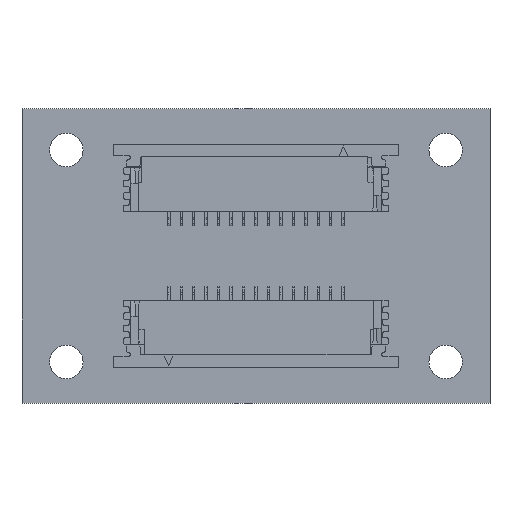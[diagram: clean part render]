
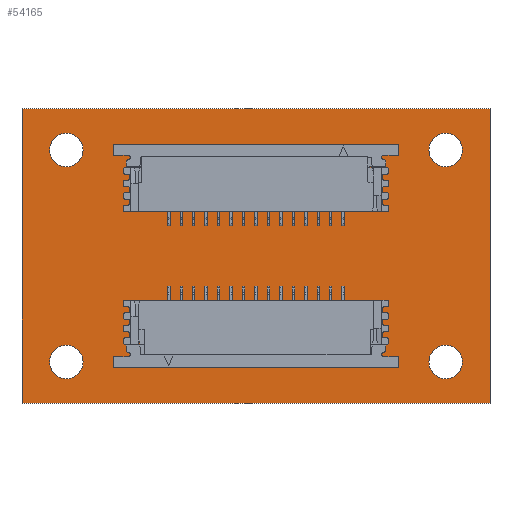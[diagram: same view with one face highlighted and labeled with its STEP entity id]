
A CAD part, top view. The second image highlights one B-rep face of the part: STEP entity #54165.
In plain terms, the highlighted planar face has unit normal (0, 0, 1).
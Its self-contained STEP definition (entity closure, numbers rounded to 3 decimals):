
#53754 = VERTEX_POINT('',#53755);
#53755 = CARTESIAN_POINT('',(145.542,-120.904,1.6));
#53762 = PLANE('',#53763);
#53763 = AXIS2_PLACEMENT_3D('',#53764,#53765,#53766);
#53764 = CARTESIAN_POINT('',(145.542,-120.904,0.));
#53765 = DIRECTION('',(-1.,0.,0.));
#53766 = DIRECTION('',(0.,1.,0.));
#53774 = PLANE('',#53775);
#53775 = AXIS2_PLACEMENT_3D('',#53776,#53777,#53778);
#53776 = CARTESIAN_POINT('',(107.95,-120.904,0.));
#53777 = DIRECTION('',(0.,1.,0.));
#53778 = DIRECTION('',(1.,0.,0.));
#53786 = EDGE_CURVE('',#53754,#53787,#53789,.T.);
#53787 = VERTEX_POINT('',#53788);
#53788 = CARTESIAN_POINT('',(145.542,-97.282,1.6));
#53789 = SURFACE_CURVE('',#53790,(#53794,#53801),.PCURVE_S1.);
#53790 = LINE('',#53791,#53792);
#53791 = CARTESIAN_POINT('',(145.542,-120.904,1.6));
#53792 = VECTOR('',#53793,1.);
#53793 = DIRECTION('',(0.,1.,0.));
#53794 = PCURVE('',#53762,#53795);
#53795 = DEFINITIONAL_REPRESENTATION('',(#53796),#53800);
#53796 = LINE('',#53797,#53798);
#53797 = CARTESIAN_POINT('',(0.,-1.6));
#53798 = VECTOR('',#53799,1.);
#53799 = DIRECTION('',(1.,0.));
#53800 = ( GEOMETRIC_REPRESENTATION_CONTEXT(2) 
PARAMETRIC_REPRESENTATION_CONTEXT() REPRESENTATION_CONTEXT('2D SPACE',''
  ) );
#53801 = PCURVE('',#53802,#53807);
#53802 = PLANE('',#53803);
#53803 = AXIS2_PLACEMENT_3D('',#53804,#53805,#53806);
#53804 = CARTESIAN_POINT('',(126.746,-109.093,1.6));
#53805 = DIRECTION('',(0.,0.,1.));
#53806 = DIRECTION('',(1.,0.,-0.));
#53807 = DEFINITIONAL_REPRESENTATION('',(#53808),#53812);
#53808 = LINE('',#53809,#53810);
#53809 = CARTESIAN_POINT('',(18.796,-11.811));
#53810 = VECTOR('',#53811,1.);
#53811 = DIRECTION('',(0.,1.));
#53812 = ( GEOMETRIC_REPRESENTATION_CONTEXT(2) 
PARAMETRIC_REPRESENTATION_CONTEXT() REPRESENTATION_CONTEXT('2D SPACE',''
  ) );
#53830 = PLANE('',#53831);
#53831 = AXIS2_PLACEMENT_3D('',#53832,#53833,#53834);
#53832 = CARTESIAN_POINT('',(145.542,-97.282,0.));
#53833 = DIRECTION('',(0.,-1.,0.));
#53834 = DIRECTION('',(-1.,0.,0.));
#53874 = VERTEX_POINT('',#53875);
#53875 = CARTESIAN_POINT('',(107.95,-120.904,1.6));
#53889 = PLANE('',#53890);
#53890 = AXIS2_PLACEMENT_3D('',#53891,#53892,#53893);
#53891 = CARTESIAN_POINT('',(107.95,-97.282,0.));
#53892 = DIRECTION('',(1.,0.,-0.));
#53893 = DIRECTION('',(0.,-1.,0.));
#53901 = EDGE_CURVE('',#53874,#53754,#53902,.T.);
#53902 = SURFACE_CURVE('',#53903,(#53907,#53914),.PCURVE_S1.);
#53903 = LINE('',#53904,#53905);
#53904 = CARTESIAN_POINT('',(107.95,-120.904,1.6));
#53905 = VECTOR('',#53906,1.);
#53906 = DIRECTION('',(1.,0.,0.));
#53907 = PCURVE('',#53774,#53908);
#53908 = DEFINITIONAL_REPRESENTATION('',(#53909),#53913);
#53909 = LINE('',#53910,#53911);
#53910 = CARTESIAN_POINT('',(0.,-1.6));
#53911 = VECTOR('',#53912,1.);
#53912 = DIRECTION('',(1.,0.));
#53913 = ( GEOMETRIC_REPRESENTATION_CONTEXT(2) 
PARAMETRIC_REPRESENTATION_CONTEXT() REPRESENTATION_CONTEXT('2D SPACE',''
  ) );
#53914 = PCURVE('',#53802,#53915);
#53915 = DEFINITIONAL_REPRESENTATION('',(#53916),#53920);
#53916 = LINE('',#53917,#53918);
#53917 = CARTESIAN_POINT('',(-18.796,-11.811));
#53918 = VECTOR('',#53919,1.);
#53919 = DIRECTION('',(1.,0.));
#53920 = ( GEOMETRIC_REPRESENTATION_CONTEXT(2) 
PARAMETRIC_REPRESENTATION_CONTEXT() REPRESENTATION_CONTEXT('2D SPACE',''
  ) );
#53948 = EDGE_CURVE('',#53787,#53949,#53951,.T.);
#53949 = VERTEX_POINT('',#53950);
#53950 = CARTESIAN_POINT('',(107.95,-97.282,1.6));
#53951 = SURFACE_CURVE('',#53952,(#53956,#53963),.PCURVE_S1.);
#53952 = LINE('',#53953,#53954);
#53953 = CARTESIAN_POINT('',(145.542,-97.282,1.6));
#53954 = VECTOR('',#53955,1.);
#53955 = DIRECTION('',(-1.,0.,0.));
#53956 = PCURVE('',#53830,#53957);
#53957 = DEFINITIONAL_REPRESENTATION('',(#53958),#53962);
#53958 = LINE('',#53959,#53960);
#53959 = CARTESIAN_POINT('',(0.,-1.6));
#53960 = VECTOR('',#53961,1.);
#53961 = DIRECTION('',(1.,0.));
#53962 = ( GEOMETRIC_REPRESENTATION_CONTEXT(2) 
PARAMETRIC_REPRESENTATION_CONTEXT() REPRESENTATION_CONTEXT('2D SPACE',''
  ) );
#53963 = PCURVE('',#53802,#53964);
#53964 = DEFINITIONAL_REPRESENTATION('',(#53965),#53969);
#53965 = LINE('',#53966,#53967);
#53966 = CARTESIAN_POINT('',(18.796,11.811));
#53967 = VECTOR('',#53968,1.);
#53968 = DIRECTION('',(-1.,0.));
#53969 = ( GEOMETRIC_REPRESENTATION_CONTEXT(2) 
PARAMETRIC_REPRESENTATION_CONTEXT() REPRESENTATION_CONTEXT('2D SPACE',''
  ) );
#54061 = CYLINDRICAL_SURFACE('',#54062,1.35);
#54062 = AXIS2_PLACEMENT_3D('',#54063,#54064,#54065);
#54063 = CARTESIAN_POINT('',(111.506,-117.602,-0.8));
#54064 = DIRECTION('',(0.,0.,1.));
#54065 = DIRECTION('',(1.,0.,-0.));
#54092 = CYLINDRICAL_SURFACE('',#54093,1.35);
#54093 = AXIS2_PLACEMENT_3D('',#54094,#54095,#54096);
#54094 = CARTESIAN_POINT('',(141.986,-117.602,-0.8));
#54095 = DIRECTION('',(0.,0.,1.));
#54096 = DIRECTION('',(1.,0.,-0.));
#54123 = CYLINDRICAL_SURFACE('',#54124,1.35);
#54124 = AXIS2_PLACEMENT_3D('',#54125,#54126,#54127);
#54125 = CARTESIAN_POINT('',(111.506,-100.584,-0.8));
#54126 = DIRECTION('',(0.,0.,1.));
#54127 = DIRECTION('',(1.,0.,-0.));
#54154 = CYLINDRICAL_SURFACE('',#54155,1.35);
#54155 = AXIS2_PLACEMENT_3D('',#54156,#54157,#54158);
#54156 = CARTESIAN_POINT('',(141.986,-100.584,-0.8));
#54157 = DIRECTION('',(0.,0.,1.));
#54158 = DIRECTION('',(1.,0.,-0.));
#54165 = ADVANCED_FACE('',(#54166,#54192,#54218,#54244,#54270),#53802,
  .T.);
#54166 = FACE_BOUND('',#54167,.T.);
#54167 = EDGE_LOOP('',(#54168,#54169,#54170,#54191));
#54168 = ORIENTED_EDGE('',*,*,#53786,.T.);
#54169 = ORIENTED_EDGE('',*,*,#53948,.T.);
#54170 = ORIENTED_EDGE('',*,*,#54171,.T.);
#54171 = EDGE_CURVE('',#53949,#53874,#54172,.T.);
#54172 = SURFACE_CURVE('',#54173,(#54177,#54184),.PCURVE_S1.);
#54173 = LINE('',#54174,#54175);
#54174 = CARTESIAN_POINT('',(107.95,-97.282,1.6));
#54175 = VECTOR('',#54176,1.);
#54176 = DIRECTION('',(0.,-1.,0.));
#54177 = PCURVE('',#53802,#54178);
#54178 = DEFINITIONAL_REPRESENTATION('',(#54179),#54183);
#54179 = LINE('',#54180,#54181);
#54180 = CARTESIAN_POINT('',(-18.796,11.811));
#54181 = VECTOR('',#54182,1.);
#54182 = DIRECTION('',(0.,-1.));
#54183 = ( GEOMETRIC_REPRESENTATION_CONTEXT(2) 
PARAMETRIC_REPRESENTATION_CONTEXT() REPRESENTATION_CONTEXT('2D SPACE',''
  ) );
#54184 = PCURVE('',#53889,#54185);
#54185 = DEFINITIONAL_REPRESENTATION('',(#54186),#54190);
#54186 = LINE('',#54187,#54188);
#54187 = CARTESIAN_POINT('',(0.,-1.6));
#54188 = VECTOR('',#54189,1.);
#54189 = DIRECTION('',(1.,0.));
#54190 = ( GEOMETRIC_REPRESENTATION_CONTEXT(2) 
PARAMETRIC_REPRESENTATION_CONTEXT() REPRESENTATION_CONTEXT('2D SPACE',''
  ) );
#54191 = ORIENTED_EDGE('',*,*,#53901,.T.);
#54192 = FACE_BOUND('',#54193,.T.);
#54193 = EDGE_LOOP('',(#54194));
#54194 = ORIENTED_EDGE('',*,*,#54195,.F.);
#54195 = EDGE_CURVE('',#54196,#54196,#54198,.T.);
#54196 = VERTEX_POINT('',#54197);
#54197 = CARTESIAN_POINT('',(112.856,-117.602,1.6));
#54198 = SURFACE_CURVE('',#54199,(#54204,#54211),.PCURVE_S1.);
#54199 = CIRCLE('',#54200,1.35);
#54200 = AXIS2_PLACEMENT_3D('',#54201,#54202,#54203);
#54201 = CARTESIAN_POINT('',(111.506,-117.602,1.6));
#54202 = DIRECTION('',(0.,0.,1.));
#54203 = DIRECTION('',(1.,0.,-0.));
#54204 = PCURVE('',#53802,#54205);
#54205 = DEFINITIONAL_REPRESENTATION('',(#54206),#54210);
#54206 = CIRCLE('',#54207,1.35);
#54207 = AXIS2_PLACEMENT_2D('',#54208,#54209);
#54208 = CARTESIAN_POINT('',(-15.24,-8.509));
#54209 = DIRECTION('',(1.,0.));
#54210 = ( GEOMETRIC_REPRESENTATION_CONTEXT(2) 
PARAMETRIC_REPRESENTATION_CONTEXT() REPRESENTATION_CONTEXT('2D SPACE',''
  ) );
#54211 = PCURVE('',#54061,#54212);
#54212 = DEFINITIONAL_REPRESENTATION('',(#54213),#54217);
#54213 = LINE('',#54214,#54215);
#54214 = CARTESIAN_POINT('',(0.,2.4));
#54215 = VECTOR('',#54216,1.);
#54216 = DIRECTION('',(1.,0.));
#54217 = ( GEOMETRIC_REPRESENTATION_CONTEXT(2) 
PARAMETRIC_REPRESENTATION_CONTEXT() REPRESENTATION_CONTEXT('2D SPACE',''
  ) );
#54218 = FACE_BOUND('',#54219,.T.);
#54219 = EDGE_LOOP('',(#54220));
#54220 = ORIENTED_EDGE('',*,*,#54221,.F.);
#54221 = EDGE_CURVE('',#54222,#54222,#54224,.T.);
#54222 = VERTEX_POINT('',#54223);
#54223 = CARTESIAN_POINT('',(143.336,-117.602,1.6));
#54224 = SURFACE_CURVE('',#54225,(#54230,#54237),.PCURVE_S1.);
#54225 = CIRCLE('',#54226,1.35);
#54226 = AXIS2_PLACEMENT_3D('',#54227,#54228,#54229);
#54227 = CARTESIAN_POINT('',(141.986,-117.602,1.6));
#54228 = DIRECTION('',(0.,0.,1.));
#54229 = DIRECTION('',(1.,0.,-0.));
#54230 = PCURVE('',#53802,#54231);
#54231 = DEFINITIONAL_REPRESENTATION('',(#54232),#54236);
#54232 = CIRCLE('',#54233,1.35);
#54233 = AXIS2_PLACEMENT_2D('',#54234,#54235);
#54234 = CARTESIAN_POINT('',(15.24,-8.509));
#54235 = DIRECTION('',(1.,0.));
#54236 = ( GEOMETRIC_REPRESENTATION_CONTEXT(2) 
PARAMETRIC_REPRESENTATION_CONTEXT() REPRESENTATION_CONTEXT('2D SPACE',''
  ) );
#54237 = PCURVE('',#54092,#54238);
#54238 = DEFINITIONAL_REPRESENTATION('',(#54239),#54243);
#54239 = LINE('',#54240,#54241);
#54240 = CARTESIAN_POINT('',(0.,2.4));
#54241 = VECTOR('',#54242,1.);
#54242 = DIRECTION('',(1.,0.));
#54243 = ( GEOMETRIC_REPRESENTATION_CONTEXT(2) 
PARAMETRIC_REPRESENTATION_CONTEXT() REPRESENTATION_CONTEXT('2D SPACE',''
  ) );
#54244 = FACE_BOUND('',#54245,.T.);
#54245 = EDGE_LOOP('',(#54246));
#54246 = ORIENTED_EDGE('',*,*,#54247,.F.);
#54247 = EDGE_CURVE('',#54248,#54248,#54250,.T.);
#54248 = VERTEX_POINT('',#54249);
#54249 = CARTESIAN_POINT('',(112.856,-100.584,1.6));
#54250 = SURFACE_CURVE('',#54251,(#54256,#54263),.PCURVE_S1.);
#54251 = CIRCLE('',#54252,1.35);
#54252 = AXIS2_PLACEMENT_3D('',#54253,#54254,#54255);
#54253 = CARTESIAN_POINT('',(111.506,-100.584,1.6));
#54254 = DIRECTION('',(0.,0.,1.));
#54255 = DIRECTION('',(1.,0.,-0.));
#54256 = PCURVE('',#53802,#54257);
#54257 = DEFINITIONAL_REPRESENTATION('',(#54258),#54262);
#54258 = CIRCLE('',#54259,1.35);
#54259 = AXIS2_PLACEMENT_2D('',#54260,#54261);
#54260 = CARTESIAN_POINT('',(-15.24,8.509));
#54261 = DIRECTION('',(1.,0.));
#54262 = ( GEOMETRIC_REPRESENTATION_CONTEXT(2) 
PARAMETRIC_REPRESENTATION_CONTEXT() REPRESENTATION_CONTEXT('2D SPACE',''
  ) );
#54263 = PCURVE('',#54123,#54264);
#54264 = DEFINITIONAL_REPRESENTATION('',(#54265),#54269);
#54265 = LINE('',#54266,#54267);
#54266 = CARTESIAN_POINT('',(0.,2.4));
#54267 = VECTOR('',#54268,1.);
#54268 = DIRECTION('',(1.,0.));
#54269 = ( GEOMETRIC_REPRESENTATION_CONTEXT(2) 
PARAMETRIC_REPRESENTATION_CONTEXT() REPRESENTATION_CONTEXT('2D SPACE',''
  ) );
#54270 = FACE_BOUND('',#54271,.T.);
#54271 = EDGE_LOOP('',(#54272));
#54272 = ORIENTED_EDGE('',*,*,#54273,.F.);
#54273 = EDGE_CURVE('',#54274,#54274,#54276,.T.);
#54274 = VERTEX_POINT('',#54275);
#54275 = CARTESIAN_POINT('',(143.336,-100.584,1.6));
#54276 = SURFACE_CURVE('',#54277,(#54282,#54289),.PCURVE_S1.);
#54277 = CIRCLE('',#54278,1.35);
#54278 = AXIS2_PLACEMENT_3D('',#54279,#54280,#54281);
#54279 = CARTESIAN_POINT('',(141.986,-100.584,1.6));
#54280 = DIRECTION('',(0.,0.,1.));
#54281 = DIRECTION('',(1.,0.,-0.));
#54282 = PCURVE('',#53802,#54283);
#54283 = DEFINITIONAL_REPRESENTATION('',(#54284),#54288);
#54284 = CIRCLE('',#54285,1.35);
#54285 = AXIS2_PLACEMENT_2D('',#54286,#54287);
#54286 = CARTESIAN_POINT('',(15.24,8.509));
#54287 = DIRECTION('',(1.,0.));
#54288 = ( GEOMETRIC_REPRESENTATION_CONTEXT(2) 
PARAMETRIC_REPRESENTATION_CONTEXT() REPRESENTATION_CONTEXT('2D SPACE',''
  ) );
#54289 = PCURVE('',#54154,#54290);
#54290 = DEFINITIONAL_REPRESENTATION('',(#54291),#54295);
#54291 = LINE('',#54292,#54293);
#54292 = CARTESIAN_POINT('',(0.,2.4));
#54293 = VECTOR('',#54294,1.);
#54294 = DIRECTION('',(1.,0.));
#54295 = ( GEOMETRIC_REPRESENTATION_CONTEXT(2) 
PARAMETRIC_REPRESENTATION_CONTEXT() REPRESENTATION_CONTEXT('2D SPACE',''
  ) );
